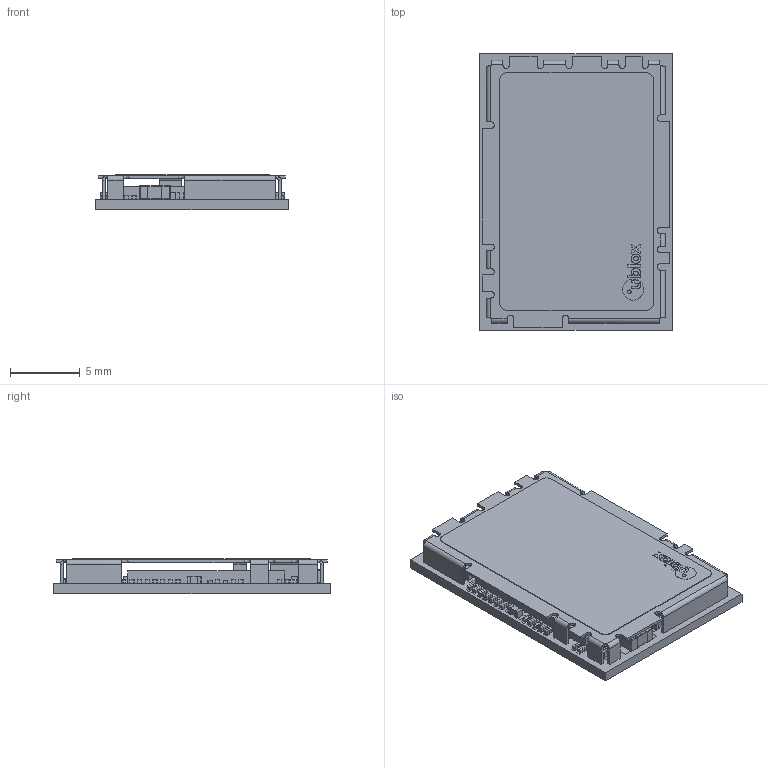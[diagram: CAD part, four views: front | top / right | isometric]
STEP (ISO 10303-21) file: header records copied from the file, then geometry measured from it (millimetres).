
FILE_DESCRIPTION (( 'STEP AP214' ), '1' );
FILE_NAME ('JODY-W3.STEP', '2022-09-09T11:00:15', ( '' ), ( '' ), 'SwSTEP 2.0', 'SolidWorks 2017', '' );
FILE_SCHEMA (( 'AUTOMOTIVE_DESIGN' ));
Length unit declared in the file: millimetre
Products named in the file (41): EXTERNAL COPPER; SHAPE_PAD_250_300_ROUND_CORNERS; BOARD; JODY-W3_Label_Logo; RECT_2200X2700; JODY_W3_PCB; PADS_TOP; RECT_1400X1350; BOTTOM; RECT_950X700; logo_full_4mm; RECT_710X635; Diplexer_1608; RECT_700X950; logo_b_4mm; RECT_950X950; PADS_BOTTOM; SHAPE_PAD_300_600_ROUND_CORNERS; User_Library-cap_0402; logo_l_4mm; SHAPE_PAD_370_370_ROUND_CORNERS; ind_0805; TOP; IC_11x11; SHAPE_PAD_300_300_ROUND_CORNERS; ind_0201; SHAPE_PAD_350_600_ROUND_CORNERS; SHAPE_PAD_QFN_390_230; cap_0201_thick; logo_u_4mm; User_Library-res0201-1; XTAL_2016; JODY-W3; JODY-W3_Shielding_UBXH04-0000704; CIRCLE_950; User_Library-cap_0201; JODY-W3_Label; RECT_1250X1000; SHAPE_PAD_600_600_ROUND_CORNERS; SHAPE_PAD_QFN_550X230
Assembly tree (604 placements, depth 6):
  JODY-W3
    JODY_W3_PCB
      BOARD
      EXTERNAL COPPER
        TOP
          PADS_TOP
            SHAPE_PAD_350_600_ROUND_CORNERS  x8
            SHAPE_PAD_300_600_ROUND_CORNERS  x4
            SHAPE_PAD_250_300_ROUND_CORNERS  x5
            RECT_1400X1350  x16
            SHAPE_PAD_QFN_390_230  x72
            SHAPE_PAD_QFN_550X230  x76
            SHAPE_PAD_370_370_ROUND_CORNERS  x27
            SHAPE_PAD_300_300_ROUND_CORNERS  x153
            RECT_1250X1000  x2
            RECT_710X635  x4
            SHAPE_PAD_600_600_ROUND_CORNERS  x16
        BOTTOM
          PADS_BOTTOM
            RECT_950X950  x3
            RECT_950X700  x68
            RECT_700X950  x22
            RECT_2200X2700  x15
            CIRCLE_950
    JODY-W3_Shielding_UBXH04-0000704
    User_Library-cap_0201  x65
    User_Library-cap_0402  x8
    User_Library-res0201-1  x9
    cap_0201_thick  x2
    ind_0805
    IC_11x11
    Diplexer_1608  x2
    ind_0201  x7
    XTAL_2016
    JODY-W3_Label_Logo
      JODY-W3_Label
      logo_full_4mm
        logo_full_4mm  x2
        logo_l_4mm
        logo_b_4mm
        logo_u_4mm
Bounding box: 13.8 x 19.8 x 2.51 mm (x, y, z)
Volume: 387.8 mm3; surface area: 2222.2 mm2
Topology: 112 solids, 604 shells, 5191 faces, 14147 edges, 9184 vertices
Faces by surface type: plane 2671, cylinder 1702, bspline 738, sphere 80
Entity records: 33035 total; most frequent: CARTESIAN_POINT 6143, DIRECTION 4413, ORIENTED_EDGE 3648, EDGE_CURVE 1867, AXIS2_PLACEMENT_3D 1549, VECTOR 1315, LINE 1315, VERTEX_POINT 1196
